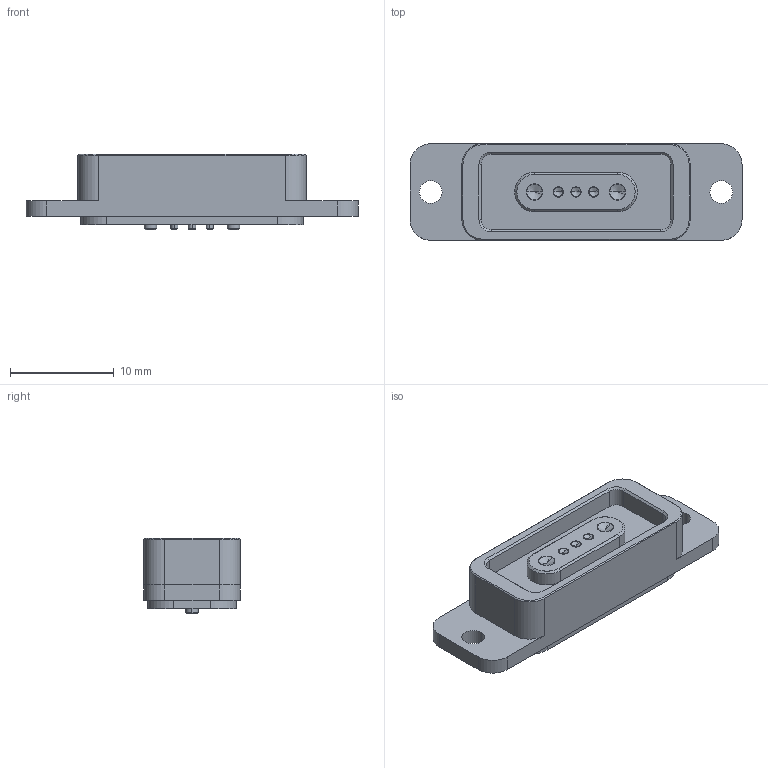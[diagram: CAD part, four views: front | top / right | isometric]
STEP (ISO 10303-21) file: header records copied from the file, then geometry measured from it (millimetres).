
FILE_DESCRIPTION (( 'STEP AP214' ), '1' );
FILE_NAME ('686K0551210113E.STEP', '2023-05-05T20:01:02', ( '' ), ( '' ), 'SwSTEP 2.0', 'SolidWorks 2020', '' );
FILE_SCHEMA (( 'AUTOMOTIVE_DESIGN' ));
Length unit declared in the file: millimetre
Products named in the file (1): 686K0551210113E
Bounding box: 32 x 9.3 x 7.3 mm (x, y, z)
Surface area: 1835.8 mm2 (no closed solid volume)
Topology: 0 solids, 2 shells, 183 faces, 433 edges, 269 vertices
Faces by surface type: cylinder 78, plane 66, cone 31, torus 8
Entity records: 6754 total; most frequent: CARTESIAN_POINT 1286, DIRECTION 869, ORIENTED_EDGE 846, EDGE_CURVE 423, AXIS2_PLACEMENT_3D 340, VERTEX_POINT 269, EDGE_LOOP 214, VECTOR 189
